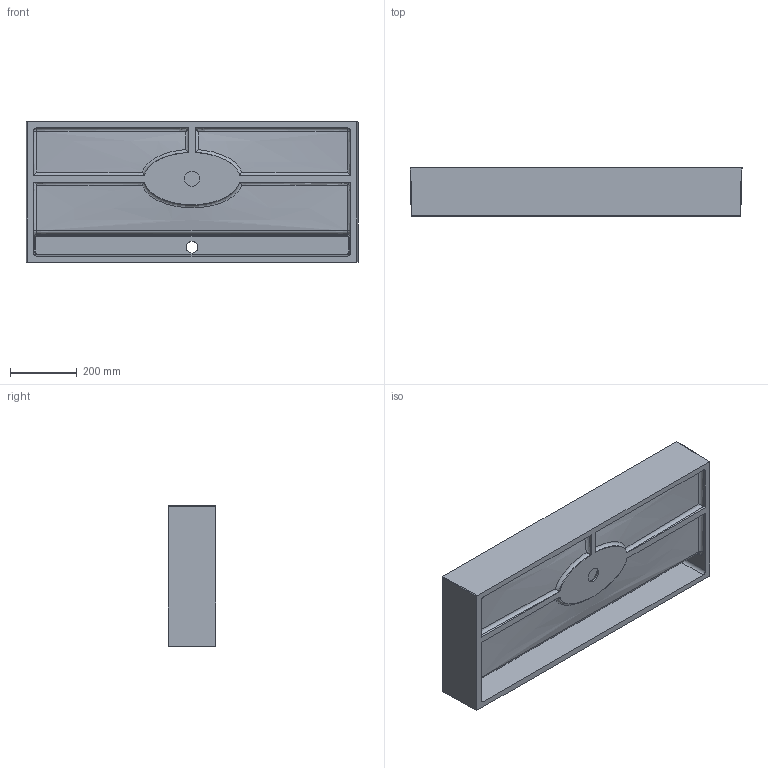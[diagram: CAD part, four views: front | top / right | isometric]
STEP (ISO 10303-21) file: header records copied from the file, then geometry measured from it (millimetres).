
FILE_DESCRIPTION (( 'STEP AP214' ), '1' );
FILE_NAME ('Mares 1000.STEP', '2021-01-12T10:20:33', ( '' ), ( '' ), 'SwSTEP 2.0', 'SolidWorks 2020', '' );
FILE_SCHEMA (( 'AUTOMOTIVE_DESIGN' ));
Length unit declared in the file: millimetre
Products named in the file (1): Mares 1000
Bounding box: 993 x 143 x 420 mm (x, y, z)
Volume: 19117469.5 mm3; surface area: 2374931.2 mm2
Topology: 2 solids, 2 shells, 182 faces, 430 edges, 251 vertices
Faces by surface type: bspline 63, cylinder 54, plane 42, sphere 15, torus 6, cone 2
Entity records: 11023 total; most frequent: CARTESIAN_POINT 7371, ORIENTED_EDGE 844, DIRECTION 635, EDGE_CURVE 422, VERTEX_POINT 249, AXIS2_PLACEMENT_3D 248, EDGE_LOOP 191, ADVANCED_FACE 182
